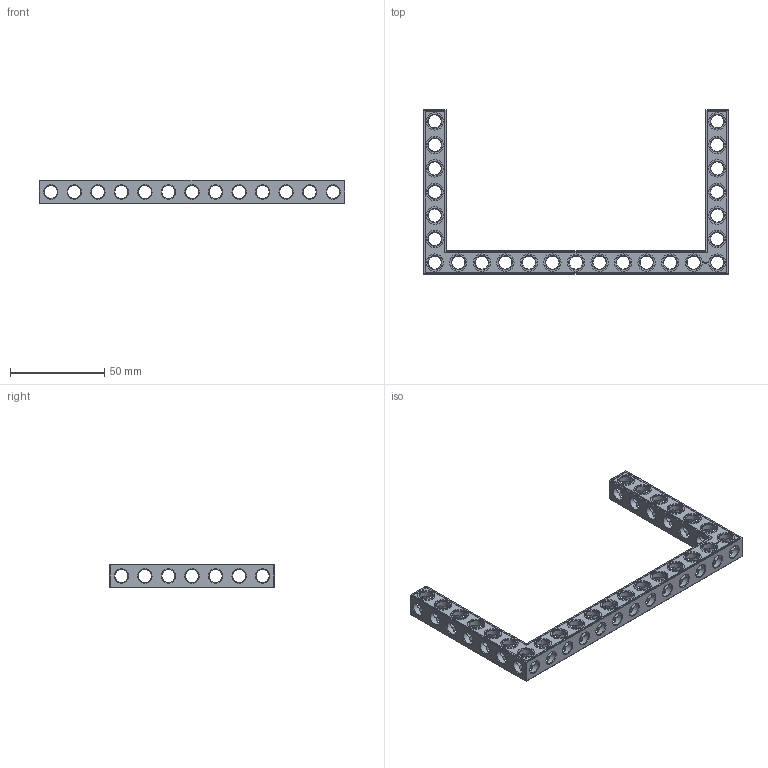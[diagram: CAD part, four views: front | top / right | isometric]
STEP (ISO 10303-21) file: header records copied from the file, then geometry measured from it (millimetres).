
FILE_DESCRIPTION(('FreeCAD Model'),'2;1');
FILE_NAME('Open CASCADE Shape Model','2022-02-26T17:56:43',('Author'),( ''),'Open CASCADE STEP processor 7.5','FreeCAD','Unknown');
FILE_SCHEMA(('AUTOMOTIVE_DESIGN { 1 0 10303 214 1 1 1 1 }'));
Products named in the file (1): Beam AGD ESS USH SYM BU13x07x01 - SPN-BEM-0504 (stemfie.org)
Bounding box: 162.5 x 87.5 x 12.5 mm (x, y, z)
Volume: 24422.4 mm3; surface area: 21884.9 mm2
Topology: 1 solids, 1 shells, 802 faces, 2396 edges, 1555 vertices
Faces by surface type: plane 403, cylinder 151, extrusion 146, cone 102
Full cylindrical faces by diameter (mm): 6.98 x16, 7 x110, 9.2 x25
Entity records: 124118 total; most frequent: CARTESIAN_POINT 79007, DIRECTION 7392, VECTOR 4821, ORIENTED_EDGE 4792, PCURVE 4792, DEFINITIONAL_REPRESENTATION 4792, LINE 4675, EDGE_CURVE 2396
